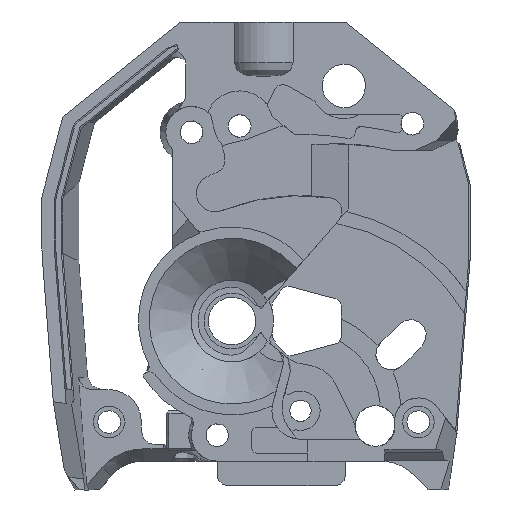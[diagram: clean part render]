
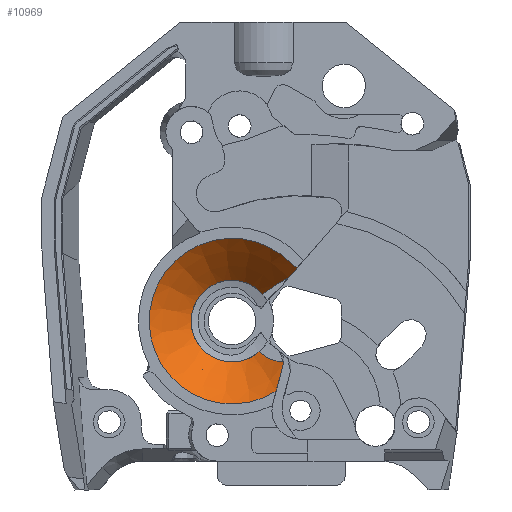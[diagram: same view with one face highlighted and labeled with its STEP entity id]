
A CAD part, left-side view. The second image highlights one B-rep face of the part: STEP entity #10969.
In plain terms, the highlighted conical face has half-angle 45 degrees and reference radius 9.092 mm.
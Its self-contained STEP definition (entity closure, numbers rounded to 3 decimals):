
#98=FACE_BOUND('',#1934,.T.);
#352=(
BOUNDED_CURVE()
B_SPLINE_CURVE(2,(#17802,#17803,#17804),.UNSPECIFIED.,.F.,.F.)
B_SPLINE_CURVE_WITH_KNOTS((3,3),(0.,0.012),.UNSPECIFIED.)
CURVE()
GEOMETRIC_REPRESENTATION_ITEM()
RATIONAL_B_SPLINE_CURVE((1.,1.001,1.001))
REPRESENTATION_ITEM('')
);
#353=(
BOUNDED_CURVE()
B_SPLINE_CURVE(2,(#17810,#17811,#17812),.UNSPECIFIED.,.F.,.F.)
B_SPLINE_CURVE_WITH_KNOTS((3,3),(0.893,0.897),
 .UNSPECIFIED.)
CURVE()
GEOMETRIC_REPRESENTATION_ITEM()
RATIONAL_B_SPLINE_CURVE((1.001,1.001,1.))
REPRESENTATION_ITEM('')
);
#354=(
BOUNDED_CURVE()
B_SPLINE_CURVE(2,(#18696,#18697,#18698),.UNSPECIFIED.,.F.,.F.)
B_SPLINE_CURVE_WITH_KNOTS((3,3),(0.724,0.946),
 .UNSPECIFIED.)
CURVE()
GEOMETRIC_REPRESENTATION_ITEM()
RATIONAL_B_SPLINE_CURVE((1.029,1.02,1.003))
REPRESENTATION_ITEM('')
);
#355=(
BOUNDED_CURVE()
B_SPLINE_CURVE(2,(#18734,#18735,#18736),.UNSPECIFIED.,.F.,.F.)
B_SPLINE_CURVE_WITH_KNOTS((3,3),(0.041,0.427),
 .UNSPECIFIED.)
CURVE()
GEOMETRIC_REPRESENTATION_ITEM()
RATIONAL_B_SPLINE_CURVE((1.017,1.096,1.141))
REPRESENTATION_ITEM('')
);
#427=B_SPLINE_CURVE_WITH_KNOTS('',3,(#18669,#18670,#18671,#18672,#18673,
#18674,#18675,#18676),.UNSPECIFIED.,.F.,.F.,(4,2,2,4),(-0.266,
-0.245,-0.21,-0.175),.UNSPECIFIED.);
#435=B_SPLINE_CURVE_WITH_KNOTS('',3,(#19563,#19564,#19565,#19566,#19567,
#19568,#19569),.UNSPECIFIED.,.F.,.F.,(4,3,4),(0.,0.022,
0.043),.UNSPECIFIED.);
#436=B_SPLINE_CURVE_WITH_KNOTS('',3,(#19571,#19572,#19573,#19574,#19575,
#19576),.UNSPECIFIED.,.F.,.F.,(4,2,4),(0.063,0.416,
0.588),.UNSPECIFIED.);
#437=B_SPLINE_CURVE_WITH_KNOTS('',3,(#19579,#19580,#19581,#19582),
 .UNSPECIFIED.,.F.,.F.,(4,4),(1.905,2.525),
 .UNSPECIFIED.);
#611=CIRCLE('',#11536,8.351);
#720=CIRCLE('',#11734,12.15);
#798=CIRCLE('',#11933,6.);
#925=CONICAL_SURFACE('',#11932,9.092,0.785);
#1296=FACE_OUTER_BOUND('',#1933,.T.);
#1933=EDGE_LOOP('',(#8957,#8958,#8959,#8960,#8961,#8962,#8963,#8964));
#1934=EDGE_LOOP('',(#8965,#8966,#8967));
#4696=VERTEX_POINT('',#17800);
#4697=VERTEX_POINT('',#17801);
#4699=VERTEX_POINT('',#17809);
#4898=VERTEX_POINT('',#18662);
#4899=VERTEX_POINT('',#18663);
#4900=VERTEX_POINT('',#18668);
#4908=VERTEX_POINT('',#18695);
#4921=VERTEX_POINT('',#18732);
#5119=VERTEX_POINT('',#19562);
#5120=VERTEX_POINT('',#19570);
#5121=VERTEX_POINT('',#19577);
#5897=EDGE_CURVE('',#4696,#4697,#352,.T.);
#5900=EDGE_CURVE('',#4697,#4699,#353,.T.);
#5902=EDGE_CURVE('',#4699,#4696,#611,.T.);
#6185=EDGE_CURVE('',#4898,#4899,#720,.T.);
#6188=EDGE_CURVE('',#4900,#4899,#427,.T.);
#6199=EDGE_CURVE('',#4908,#4900,#354,.T.);
#6217=EDGE_CURVE('',#4898,#4921,#355,.T.);
#6535=EDGE_CURVE('',#5119,#4921,#435,.T.);
#6536=EDGE_CURVE('',#5120,#5119,#436,.T.);
#6537=EDGE_CURVE('',#5121,#5120,#798,.T.);
#6538=EDGE_CURVE('',#4908,#5121,#437,.T.);
#8957=ORIENTED_EDGE('',*,*,#6535,.F.);
#8958=ORIENTED_EDGE('',*,*,#6536,.F.);
#8959=ORIENTED_EDGE('',*,*,#6537,.F.);
#8960=ORIENTED_EDGE('',*,*,#6538,.F.);
#8961=ORIENTED_EDGE('',*,*,#6199,.T.);
#8962=ORIENTED_EDGE('',*,*,#6188,.T.);
#8963=ORIENTED_EDGE('',*,*,#6185,.F.);
#8964=ORIENTED_EDGE('',*,*,#6217,.T.);
#8965=ORIENTED_EDGE('',*,*,#5897,.T.);
#8966=ORIENTED_EDGE('',*,*,#5900,.T.);
#8967=ORIENTED_EDGE('',*,*,#5902,.T.);
#10969=ADVANCED_FACE('',(#1296,#98),#925,.F.);
#11536=AXIS2_PLACEMENT_3D('',#17815,#13226,#13227);
#11734=AXIS2_PLACEMENT_3D('',#18664,#13772,#13773);
#11932=AXIS2_PLACEMENT_3D('',#19561,#14421,#14422);
#11933=AXIS2_PLACEMENT_3D('',#19578,#14423,#14424);
#13226=DIRECTION('center_axis',(1.,0.,0.));
#13227=DIRECTION('ref_axis',(0.,1.,0.));
#13772=DIRECTION('center_axis',(1.,0.,0.));
#13773=DIRECTION('ref_axis',(0.,1.,0.));
#14421=DIRECTION('center_axis',(-1.,0.,0.));
#14422=DIRECTION('ref_axis',(0.,1.,0.));
#14423=DIRECTION('center_axis',(-1.,0.,0.));
#14424=DIRECTION('ref_axis',(0.,0.,
1.));
#17800=CARTESIAN_POINT('',(-8.917,9.046,17.038));
#17801=CARTESIAN_POINT('',(-8.898,8.933,16.991));
#17802=CARTESIAN_POINT('Ctrl Pts',(-8.917,9.046,17.038));
#17803=CARTESIAN_POINT('Ctrl Pts',(-8.907,8.989,17.014));
#17804=CARTESIAN_POINT('Ctrl Pts',(-8.898,8.933,16.991));
#17809=CARTESIAN_POINT('',(-8.917,8.969,16.991));
#17810=CARTESIAN_POINT('Ctrl Pts',(-8.898,8.933,16.991));
#17811=CARTESIAN_POINT('Ctrl Pts',(-8.908,8.951,16.991));
#17812=CARTESIAN_POINT('Ctrl Pts',(-8.917,8.969,16.991));
#17815=CARTESIAN_POINT('Origin',(-8.917,4.651,24.139));
#18662=CARTESIAN_POINT('',(-12.716,-1.819,13.855));
#18663=CARTESIAN_POINT('',(-12.716,-4.261,32.397));
#18664=CARTESIAN_POINT('Origin',(-12.716,4.651,24.139));
#18668=CARTESIAN_POINT('',(-13.078,-5.02,32.078));
#18669=CARTESIAN_POINT('Ctrl Pts',(-13.078,-5.02,
32.078));
#18670=CARTESIAN_POINT('Ctrl Pts',(-13.033,-4.964,
32.076));
#18671=CARTESIAN_POINT('Ctrl Pts',(-12.992,-4.908,
32.079));
#18672=CARTESIAN_POINT('Ctrl Pts',(-12.889,-4.754,
32.102));
#18673=CARTESIAN_POINT('Ctrl Pts',(-12.826,-4.646,32.133));
#18674=CARTESIAN_POINT('Ctrl Pts',(-12.74,-4.44,
32.237));
#18675=CARTESIAN_POINT('Ctrl Pts',(-12.716,-4.341,
32.311));
#18676=CARTESIAN_POINT('Ctrl Pts',(-12.716,-4.261,
32.397));
#18695=CARTESIAN_POINT('',(-11.046,-3.665,30.518));
#18696=CARTESIAN_POINT('Ctrl Pts',(-11.046,-3.665,
30.518));
#18697=CARTESIAN_POINT('Ctrl Pts',(-11.969,-4.283,
31.229));
#18698=CARTESIAN_POINT('Ctrl Pts',(-13.078,-5.02,
32.078));
#18732=CARTESIAN_POINT('',(-10.434,-2.86,17.738));
#18734=CARTESIAN_POINT('Ctrl Pts',(-12.716,-1.819,
13.855));
#18735=CARTESIAN_POINT('Ctrl Pts',(-11.208,-2.393,
15.998));
#18736=CARTESIAN_POINT('Ctrl Pts',(-10.434,-2.86,
17.738));
#19561=CARTESIAN_POINT('Origin',(-9.658,4.651,24.139));
#19562=CARTESIAN_POINT('',(-10.261,-2.946,18.116));
#19563=CARTESIAN_POINT('Ctrl Pts',(-10.261,-2.946,
18.116));
#19564=CARTESIAN_POINT('Ctrl Pts',(-10.293,-2.935,
18.051));
#19565=CARTESIAN_POINT('Ctrl Pts',(-10.323,-2.922,
17.987));
#19566=CARTESIAN_POINT('Ctrl Pts',(-10.352,-2.907,
17.922));
#19567=CARTESIAN_POINT('Ctrl Pts',(-10.38,-2.892,
17.86));
#19568=CARTESIAN_POINT('Ctrl Pts',(-10.407,-2.876,17.799));
#19569=CARTESIAN_POINT('Ctrl Pts',(-10.434,-2.86,
17.738));
#19570=CARTESIAN_POINT('',(-6.566,0.671,19.649));
#19571=CARTESIAN_POINT('Ctrl Pts',(-6.566,0.671,
19.649));
#19572=CARTESIAN_POINT('Ctrl Pts',(-7.409,0.061,
19.062));
#19573=CARTESIAN_POINT('Ctrl Pts',(-8.28,-0.723,
18.589));
#19574=CARTESIAN_POINT('Ctrl Pts',(-9.5,-2.032,
18.207));
#19575=CARTESIAN_POINT('Ctrl Pts',(-9.889,-2.485,
18.132));
#19576=CARTESIAN_POINT('Ctrl Pts',(-10.261,-2.946,
18.116));
#19577=CARTESIAN_POINT('',(-6.566,0.119,28.072));
#19578=CARTESIAN_POINT('Origin',(-6.566,4.651,24.139));
#19579=CARTESIAN_POINT('Ctrl Pts',(-11.046,-3.665,30.518));
#19580=CARTESIAN_POINT('Ctrl Pts',(-9.538,-2.266,
29.864));
#19581=CARTESIAN_POINT('Ctrl Pts',(-8.029,-0.99,
29.026));
#19582=CARTESIAN_POINT('Ctrl Pts',(-6.566,0.119,28.072));
